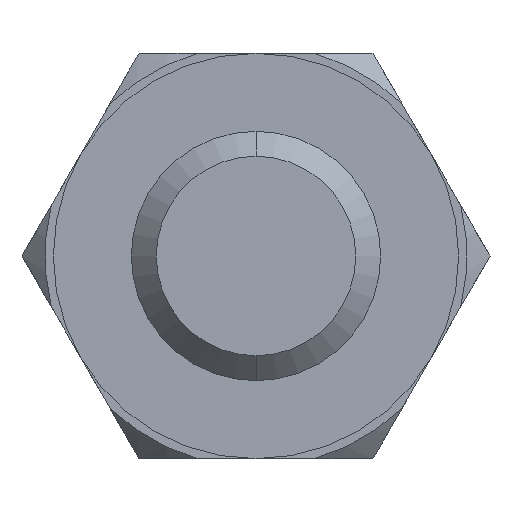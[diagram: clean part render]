
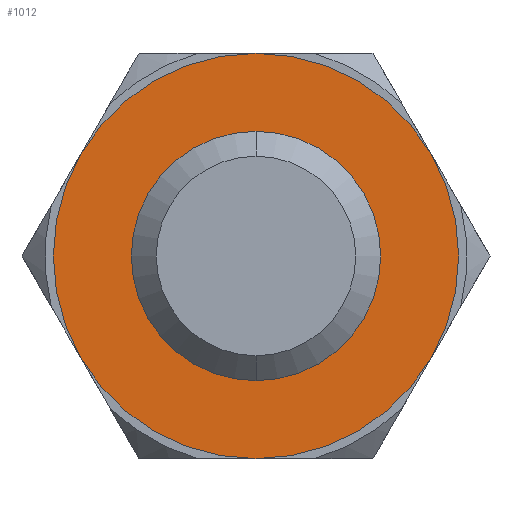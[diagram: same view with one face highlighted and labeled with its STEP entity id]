
A CAD part, front view. The second image highlights one B-rep face of the part: STEP entity #1012.
In plain terms, the highlighted planar face has unit normal (0, -1, 0).
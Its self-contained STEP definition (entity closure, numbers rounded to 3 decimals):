
#5 = DIRECTION ( 'NONE',  ( 0., 0., 1. ) ) ;
#9 = AXIS2_PLACEMENT_3D ( 'NONE', #794, #80, #5 ) ;
#50 = VERTEX_POINT ( 'NONE', #492 ) ;
#65 = VERTEX_POINT ( 'NONE', #945 ) ;
#66 = EDGE_CURVE ( 'NONE', #50, #591, #776, .T. ) ;
#80 = DIRECTION ( 'NONE',  ( 0., -1., 0. ) ) ;
#140 = AXIS2_PLACEMENT_3D ( 'NONE', #449, #290, #985 ) ;
#143 = CARTESIAN_POINT ( 'NONE',  ( 0., -5.3, 0. ) ) ;
#147 = PLANE ( 'NONE',  #385 ) ;
#255 = ORIENTED_EDGE ( 'NONE', *, *, #66, .T. ) ;
#290 = DIRECTION ( 'NONE',  ( 0., -1., 0. ) ) ;
#321 = EDGE_LOOP ( 'NONE', ( #255, #329 ) ) ;
#329 = ORIENTED_EDGE ( 'NONE', *, *, #797, .T. ) ;
#338 = EDGE_CURVE ( 'NONE', #922, #65, #663, .T. ) ;
#363 = DIRECTION ( 'NONE',  ( 0., 0., 1. ) ) ;
#375 = DIRECTION ( 'NONE',  ( 0., 0., 1. ) ) ;
#385 = AXIS2_PLACEMENT_3D ( 'NONE', #143, #768, #629 ) ;
#449 = CARTESIAN_POINT ( 'NONE',  ( 0., -5.3, 0. ) ) ;
#452 = FACE_BOUND ( 'NONE', #754, .T. ) ;
#455 = ORIENTED_EDGE ( 'NONE', *, *, #338, .F. ) ;
#465 = FACE_OUTER_BOUND ( 'NONE', #321, .T. ) ;
#492 = CARTESIAN_POINT ( 'NONE',  ( 0., -5.3, -6.5 ) ) ;
#511 = AXIS2_PLACEMENT_3D ( 'NONE', #600, #605, #375 ) ;
#528 = AXIS2_PLACEMENT_3D ( 'NONE', #824, #751, #363 ) ;
#542 = CIRCLE ( 'NONE', #528, 4. ) ;
#591 = VERTEX_POINT ( 'NONE', #1009 ) ;
#600 = CARTESIAN_POINT ( 'NONE',  ( 0., -5.3, 0. ) ) ;
#605 = DIRECTION ( 'NONE',  ( 0., -1., 0. ) ) ;
#629 = DIRECTION ( 'NONE',  ( 0., 0., 1. ) ) ;
#663 = CIRCLE ( 'NONE', #140, 4. ) ;
#750 = CIRCLE ( 'NONE', #511, 6.5 ) ;
#751 = DIRECTION ( 'NONE',  ( 0., -1., 0. ) ) ;
#754 = EDGE_LOOP ( 'NONE', ( #979, #455 ) ) ;
#762 = CARTESIAN_POINT ( 'NONE',  ( 0., -5.3, -4. ) ) ;
#768 = DIRECTION ( 'NONE',  ( 0., 1., 0. ) ) ;
#776 = CIRCLE ( 'NONE', #9, 6.5 ) ;
#794 = CARTESIAN_POINT ( 'NONE',  ( 0., -5.3, 0. ) ) ;
#797 = EDGE_CURVE ( 'NONE', #591, #50, #750, .T. ) ;
#824 = CARTESIAN_POINT ( 'NONE',  ( 0., -5.3, 0. ) ) ;
#857 = EDGE_CURVE ( 'NONE', #65, #922, #542, .T. ) ;
#922 = VERTEX_POINT ( 'NONE', #762 ) ;
#945 = CARTESIAN_POINT ( 'NONE',  ( 0., -5.3, 4. ) ) ;
#979 = ORIENTED_EDGE ( 'NONE', *, *, #857, .F. ) ;
#985 = DIRECTION ( 'NONE',  ( 0., 0., 1. ) ) ;
#1009 = CARTESIAN_POINT ( 'NONE',  ( 0., -5.3, 6.5 ) ) ;
#1012 = ADVANCED_FACE ( 'NONE', ( #452, #465 ), #147, .F. ) ;
